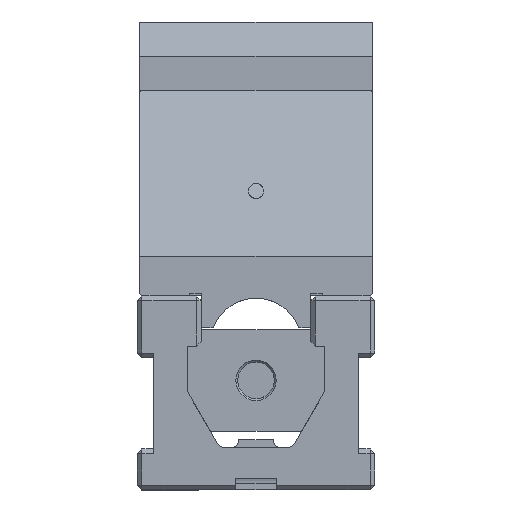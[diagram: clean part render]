
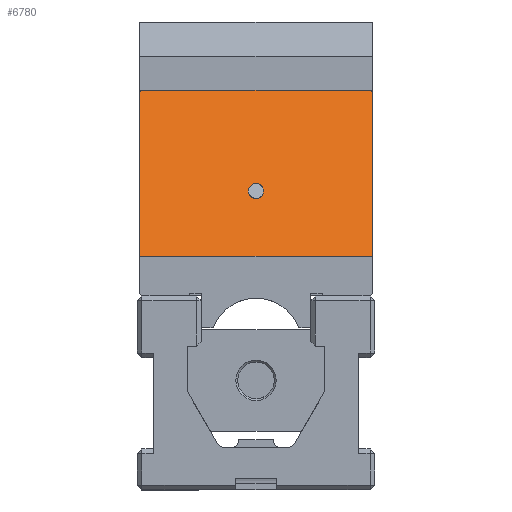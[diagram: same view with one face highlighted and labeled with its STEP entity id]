
A CAD part, left-side view. The second image highlights one B-rep face of the part: STEP entity #6780.
In plain terms, the highlighted planar face has unit normal (-0.707, 0, 0.707).
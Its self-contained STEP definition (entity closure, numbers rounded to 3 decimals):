
#133=ELLIPSE('',#7417,4.7,3.324);
#326=FACE_BOUND('',#999,.T.);
#595=FACE_OUTER_BOUND('',#998,.T.);
#998=EDGE_LOOP('',(#5557,#5558,#5559,#5560,#5561,#5562));
#999=EDGE_LOOP('',(#5563));
#1532=LINE('',#10765,#2185);
#1591=LINE('',#10884,#2244);
#1621=LINE('',#10976,#2274);
#1638=LINE('',#11027,#2291);
#1639=LINE('',#11029,#2292);
#1640=LINE('',#11030,#2293);
#2185=VECTOR('',#8750,10.);
#2244=VECTOR('',#8837,10.);
#2274=VECTOR('',#8937,10.);
#2291=VECTOR('',#8996,10.);
#2292=VECTOR('',#8997,10.);
#2293=VECTOR('',#8998,10.);
#3058=VERTEX_POINT('',#10749);
#3065=VERTEX_POINT('',#10763);
#3111=VERTEX_POINT('',#10882);
#3128=VERTEX_POINT('',#10946);
#3138=VERTEX_POINT('',#10974);
#3151=VERTEX_POINT('',#11026);
#3152=VERTEX_POINT('',#11028);
#3876=EDGE_CURVE('',#3058,#3065,#1532,.T.);
#3937=EDGE_CURVE('',#3111,#3065,#1591,.T.);
#3970=EDGE_CURVE('',#3128,#3128,#133,.T.);
#3983=EDGE_CURVE('',#3111,#3138,#1621,.T.);
#4008=EDGE_CURVE('',#3151,#3138,#1638,.T.);
#4009=EDGE_CURVE('',#3151,#3152,#1639,.T.);
#4010=EDGE_CURVE('',#3058,#3152,#1640,.T.);
#5557=ORIENTED_EDGE('',*,*,#4008,.F.);
#5558=ORIENTED_EDGE('',*,*,#4009,.T.);
#5559=ORIENTED_EDGE('',*,*,#4010,.F.);
#5560=ORIENTED_EDGE('',*,*,#3876,.T.);
#5561=ORIENTED_EDGE('',*,*,#3937,.F.);
#5562=ORIENTED_EDGE('',*,*,#3983,.T.);
#5563=ORIENTED_EDGE('',*,*,#3970,.T.);
#6457=PLANE('',#7450);
#6780=ADVANCED_FACE('',(#595,#326),#6457,.T.);
#7417=AXIS2_PLACEMENT_3D('',#10948,#8906,#8907);
#7450=AXIS2_PLACEMENT_3D('',#11025,#8994,#8995);
#8750=DIRECTION('',(-0.707,0.,-0.707));
#8837=DIRECTION('',(0.,1.,0.));
#8906=DIRECTION('center_axis',(0.707,0.,-0.707));
#8907=DIRECTION('ref_axis',(0.707,0.,0.707));
#8937=DIRECTION('',(0.707,0.,0.707));
#8994=DIRECTION('center_axis',(-0.707,0.,0.707));
#8995=DIRECTION('ref_axis',(0.707,0.,0.707));
#8996=DIRECTION('',(-0.577,-0.577,-0.577));
#8997=DIRECTION('',(0.,1.,0.));
#8998=DIRECTION('',(0.577,-0.577,0.577));
#10749=CARTESIAN_POINT('',(-53.4,51.,89.));
#10763=CARTESIAN_POINT('',(-125.,51.,17.4));
#10765=CARTESIAN_POINT('',(-125.,51.,17.4));
#10882=CARTESIAN_POINT('',(-125.,-51.,17.4));
#10884=CARTESIAN_POINT('',(-125.,0.,17.4));
#10946=CARTESIAN_POINT('',(-99.724,0.,42.677));
#10948=CARTESIAN_POINT('Origin',(-96.4,0.,46.));
#10974=CARTESIAN_POINT('',(-53.4,-51.,89.));
#10976=CARTESIAN_POINT('',(-125.,-51.,17.4));
#11025=CARTESIAN_POINT('Origin',(-52.4,0.,90.));
#11026=CARTESIAN_POINT('',(-52.4,-50.,90.));
#11027=CARTESIAN_POINT('',(-43.045,-40.645,99.355));
#11028=CARTESIAN_POINT('',(-52.4,50.,90.));
#11029=CARTESIAN_POINT('',(-52.4,0.,90.));
#11030=CARTESIAN_POINT('',(-43.045,40.645,99.355));
